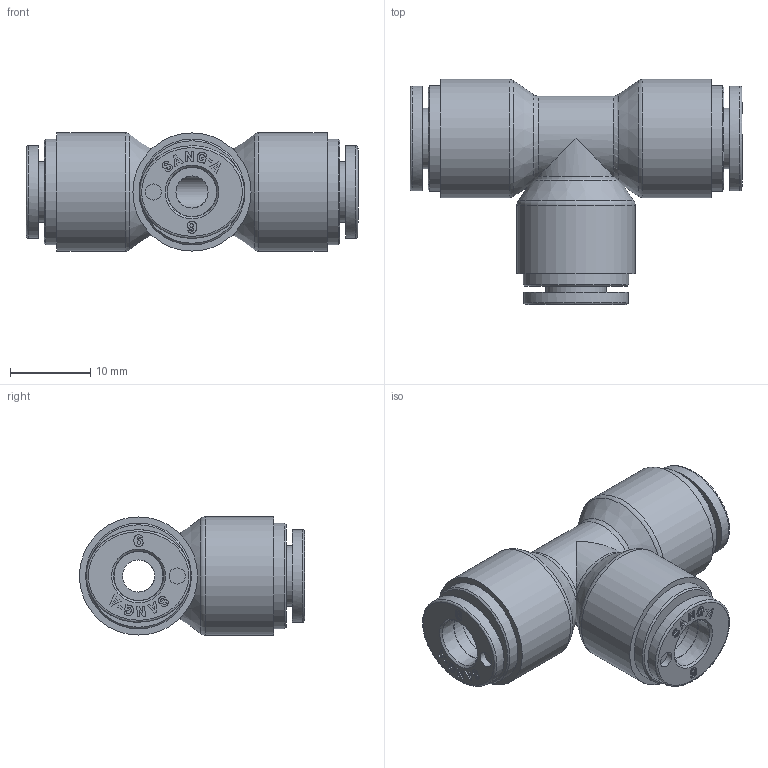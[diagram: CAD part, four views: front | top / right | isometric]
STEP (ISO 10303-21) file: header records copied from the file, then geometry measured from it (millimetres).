
FILE_DESCRIPTION((''),'2;1');
FILE_NAME('CR-PUT 06.stp','2020-08-25T15:01:37',('user'),(''),'Autodesk Inventor 2013','Autodesk Inventor 2013','');
FILE_SCHEMA(('AUTOMOTIVE_DESIGN { 1 0 10303 214 1 1 1 1 }'));
Length unit declared in the file: millimetre
Products named in the file (5): 조립품9; CR-COLLAR 06; HR-Collar 06L(SUS); CR-SLEEVE 06; CR-PUT 06 BODY
Assembly tree (6 placements, depth 3):
  조립품9
    CR-COLLAR 06  x3
      HR-Collar 06L(SUS)
      CR-SLEEVE 06
    CR-PUT 06 BODY
Bounding box: 41.3 x 28 x 14.7 mm (x, y, z)
Volume: 6232.8 mm3; surface area: 5042 mm2
Topology: 7 solids, 7 shells, 639 faces, 1749 edges, 1163 vertices
Faces by surface type: plane 516, bspline 60, cylinder 44, cone 12, torus 7
Full cylindrical faces by diameter (mm): 2 x3, 4 x2, 6.198 x3, 6.2 x3, 7.5 x3, 13.15 x3, 14.7 x3
Entity records: 7499 total; most frequent: CARTESIAN_POINT 1670, ORIENTED_EDGE 1182, DIRECTION 1127, EDGE_CURVE 591, VECTOR 487, LINE 487, VERTEX_POINT 403, AXIS2_PLACEMENT_3D 320
